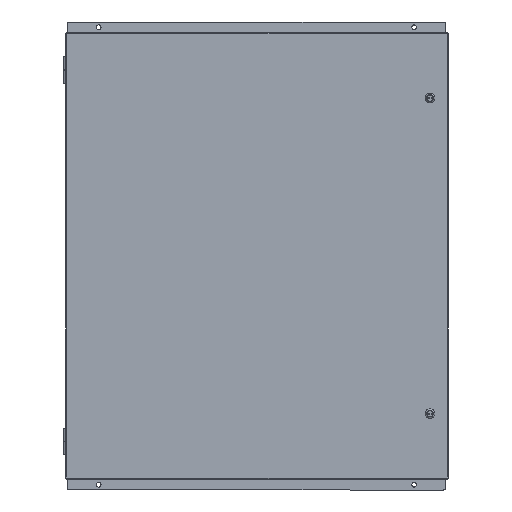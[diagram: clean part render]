
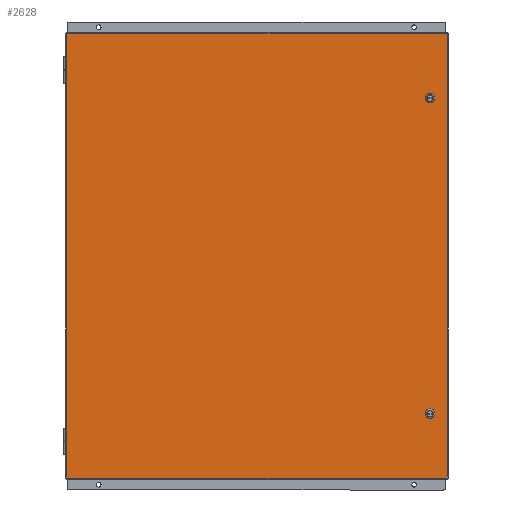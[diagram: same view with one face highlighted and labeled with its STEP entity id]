
A CAD part, front view. The second image highlights one B-rep face of the part: STEP entity #2628.
In plain terms, the highlighted planar face has unit normal (0, -1, 0).
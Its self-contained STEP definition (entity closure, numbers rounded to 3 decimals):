
#2628 = ADVANCED_FACE( '', ( #6402, #6403, #6404 ), #6405, .T. );
#6402 = FACE_BOUND( '', #15722, .T. );
#6403 = FACE_BOUND( '', #15723, .T. );
#6404 = FACE_OUTER_BOUND( '', #15724, .T. );
#6405 = PLANE( '', #15725 );
#15722 = EDGE_LOOP( '', ( #48882, #48883, #48884, #48885 ) );
#15723 = EDGE_LOOP( '', ( #48886, #48887, #48888, #48889 ) );
#15724 = EDGE_LOOP( '', ( #48890, #48891, #48892, #48893 ) );
#15725 = AXIS2_PLACEMENT_3D( '', #48894, #48895, #48896 );
#48882 = ORIENTED_EDGE( '', *, *, #65041, .F. );
#48883 = ORIENTED_EDGE( '', *, *, #65042, .F. );
#48884 = ORIENTED_EDGE( '', *, *, #65043, .F. );
#48885 = ORIENTED_EDGE( '', *, *, #65044, .F. );
#48886 = ORIENTED_EDGE( '', *, *, #65045, .F. );
#48887 = ORIENTED_EDGE( '', *, *, #65046, .F. );
#48888 = ORIENTED_EDGE( '', *, *, #65047, .F. );
#48889 = ORIENTED_EDGE( '', *, *, #65048, .F. );
#48890 = ORIENTED_EDGE( '', *, *, #65049, .T. );
#48891 = ORIENTED_EDGE( '', *, *, #64587, .F. );
#48892 = ORIENTED_EDGE( '', *, *, #65050, .F. );
#48893 = ORIENTED_EDGE( '', *, *, #65051, .F. );
#48894 = CARTESIAN_POINT( '', ( 0., 0., 0. ) );
#48895 = DIRECTION( '', ( 0., -1., 0. ) );
#48896 = DIRECTION( '', ( 0., 0., -1. ) );
#64587 = EDGE_CURVE( '', #70623, #70625, #70626, .T. );
#65041 = EDGE_CURVE( '', #71397, #71398, #71399, .T. );
#65042 = EDGE_CURVE( '', #71400, #71397, #71401, .T. );
#65043 = EDGE_CURVE( '', #71402, #71400, #71403, .T. );
#65044 = EDGE_CURVE( '', #71398, #71402, #71404, .T. );
#65045 = EDGE_CURVE( '', #71405, #71406, #71407, .T. );
#65046 = EDGE_CURVE( '', #71408, #71405, #71409, .T. );
#65047 = EDGE_CURVE( '', #71410, #71408, #71411, .T. );
#65048 = EDGE_CURVE( '', #71406, #71410, #71412, .T. );
#65049 = EDGE_CURVE( '', #71413, #70625, #71414, .T. );
#65050 = EDGE_CURVE( '', #69798, #70623, #71415, .T. );
#65051 = EDGE_CURVE( '', #71413, #69798, #71416, .T. );
#69798 = VERTEX_POINT( '', #78550 );
#70623 = VERTEX_POINT( '', #80700 );
#70625 = VERTEX_POINT( '', #80711 );
#70626 = LINE( '', #80712, #80713 );
#71397 = VERTEX_POINT( '', #82514 );
#71398 = VERTEX_POINT( '', #82515 );
#71399 = CIRCLE( '', #82516, 9.716 );
#71400 = VERTEX_POINT( '', #82517 );
#71401 = LINE( '', #82518, #82519 );
#71402 = VERTEX_POINT( '', #82520 );
#71403 = CIRCLE( '', #82521, 9.716 );
#71404 = LINE( '', #82522, #82523 );
#71405 = VERTEX_POINT( '', #82524 );
#71406 = VERTEX_POINT( '', #82525 );
#71407 = CIRCLE( '', #82526, 9.716 );
#71408 = VERTEX_POINT( '', #82527 );
#71409 = LINE( '', #82528, #82529 );
#71410 = VERTEX_POINT( '', #82530 );
#71411 = CIRCLE( '', #82531, 9.716 );
#71412 = LINE( '', #82532, #82533 );
#71413 = VERTEX_POINT( '', #82534 );
#71414 = LINE( '', #82535, #82536 );
#71415 = LINE( '', #82537, #82538 );
#71416 = LINE( '', #82539, #82540 );
#78550 = CARTESIAN_POINT( '', ( 459.562, 0., -536.562 ) );
#80700 = CARTESIAN_POINT( '', ( -459.562, 0., -536.562 ) );
#80711 = CARTESIAN_POINT( '', ( -459.562, 0., 536.562 ) );
#80712 = CARTESIAN_POINT( '', ( -459.562, 0., -536.562 ) );
#80713 = VECTOR( '', #99786, 1000. );
#82514 = CARTESIAN_POINT( '', ( 409.702, 0., 375.69 ) );
#82515 = CARTESIAN_POINT( '', ( 425.958, 0., 375.69 ) );
#82516 = AXIS2_PLACEMENT_3D( '', #100172, #100173, #100174 );
#82517 = CARTESIAN_POINT( '', ( 409.702, 0., 386.335 ) );
#82518 = CARTESIAN_POINT( '', ( 409.702, 0., 375.69 ) );
#82519 = VECTOR( '', #100175, 1000. );
#82520 = CARTESIAN_POINT( '', ( 425.958, 0., 386.335 ) );
#82521 = AXIS2_PLACEMENT_3D( '', #100176, #100177, #100178 );
#82522 = CARTESIAN_POINT( '', ( 425.958, 0., 375.69 ) );
#82523 = VECTOR( '', #100179, 1000. );
#82524 = CARTESIAN_POINT( '', ( 409.702, 0., -386.335 ) );
#82525 = CARTESIAN_POINT( '', ( 425.958, 0., -386.335 ) );
#82526 = AXIS2_PLACEMENT_3D( '', #100180, #100181, #100182 );
#82527 = CARTESIAN_POINT( '', ( 409.702, 0., -375.69 ) );
#82528 = CARTESIAN_POINT( '', ( 409.702, 0., -386.335 ) );
#82529 = VECTOR( '', #100183, 1000. );
#82530 = CARTESIAN_POINT( '', ( 425.958, 0., -375.69 ) );
#82531 = AXIS2_PLACEMENT_3D( '', #100184, #100185, #100186 );
#82532 = CARTESIAN_POINT( '', ( 425.958, 0., -386.335 ) );
#82533 = VECTOR( '', #100187, 1000. );
#82534 = CARTESIAN_POINT( '', ( 459.562, 0., 536.562 ) );
#82535 = CARTESIAN_POINT( '', ( -459.562, 0., 536.562 ) );
#82536 = VECTOR( '', #100188, 1000. );
#82537 = CARTESIAN_POINT( '', ( 459.562, 0., -536.562 ) );
#82538 = VECTOR( '', #100189, 1000. );
#82539 = CARTESIAN_POINT( '', ( 459.562, 0., 536.562 ) );
#82540 = VECTOR( '', #100190, 1000. );
#99786 = DIRECTION( '', ( 0., 0., 1. ) );
#100172 = CARTESIAN_POINT( '', ( 417.83, 0., 381.013 ) );
#100173 = DIRECTION( '', ( 0., -1., 0. ) );
#100174 = DIRECTION( '', ( -1., 0., 0. ) );
#100175 = DIRECTION( '', ( 0., 0., -1. ) );
#100176 = CARTESIAN_POINT( '', ( 417.83, 0., 381.013 ) );
#100177 = DIRECTION( '', ( 0., -1., 0. ) );
#100178 = DIRECTION( '', ( -1., 0., 0. ) );
#100179 = DIRECTION( '', ( 0., 0., 1. ) );
#100180 = CARTESIAN_POINT( '', ( 417.83, 0., -381.013 ) );
#100181 = DIRECTION( '', ( 0., -1., 0. ) );
#100182 = DIRECTION( '', ( -1., 0., 0. ) );
#100183 = DIRECTION( '', ( 0., 0., -1. ) );
#100184 = CARTESIAN_POINT( '', ( 417.83, 0., -381.013 ) );
#100185 = DIRECTION( '', ( 0., -1., 0. ) );
#100186 = DIRECTION( '', ( -1., 0., 0. ) );
#100187 = DIRECTION( '', ( 0., 0., 1. ) );
#100188 = DIRECTION( '', ( -1., 0., 0. ) );
#100189 = DIRECTION( '', ( -1., 0., 0. ) );
#100190 = DIRECTION( '', ( 0., 0., -1. ) );
